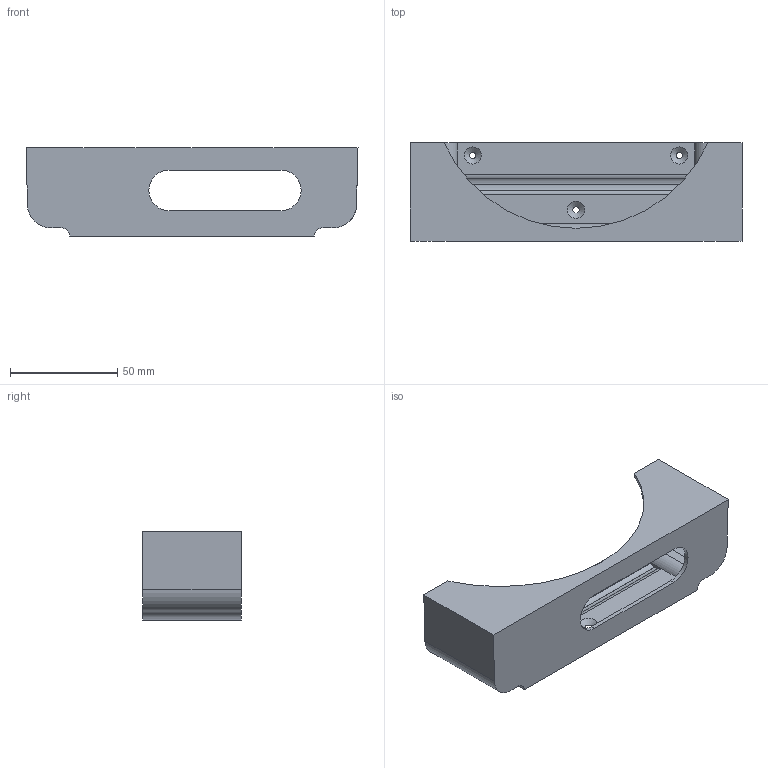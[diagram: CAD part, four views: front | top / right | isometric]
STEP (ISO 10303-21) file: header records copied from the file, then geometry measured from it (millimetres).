
FILE_DESCRIPTION(/* description */ (''),/* implementation_level */ '2;1');
FILE_NAME(/* name */ 'Helium Hotspot Vertical Stand.step',/* time_stamp */ '2024-10-28T21:58:38-07:00',/* author */ (''),/* organization */ (''),/* preprocessor_version */ 'ST-DEVELOPER v20',/* originating_system */ 'Autodesk Translation Framework v13.20.0.188',/* authorisation */ '');
FILE_SCHEMA (('AUTOMOTIVE_DESIGN { 1 0 10303 214 3 1 1 }'));
Length unit declared in the file: inch
Products named in the file (1): Helium Hotspot Vertical Stand / Wall Mount
Bounding box: 155.11 x 46 x 41.5 mm (x, y, z)
Volume: 35942.6 mm3; surface area: 36074.3 mm2
Topology: 1 solids, 1 shells, 102 faces, 306 edges, 200 vertices
Faces by surface type: plane 75, cylinder 20, cone 3, torus 2, bspline 2
Entity records: 3555 total; most frequent: CARTESIAN_POINT 651, ORIENTED_EDGE 612, DIRECTION 590, EDGE_CURVE 306, LINE 220, VECTOR 220, VERTEX_POINT 200, AXIS2_PLACEMENT_3D 185
